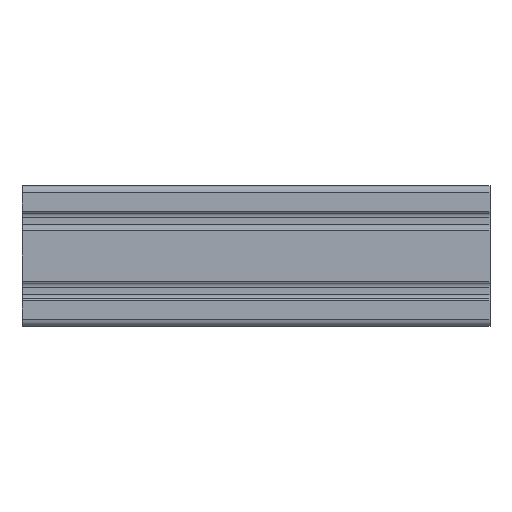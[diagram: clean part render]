
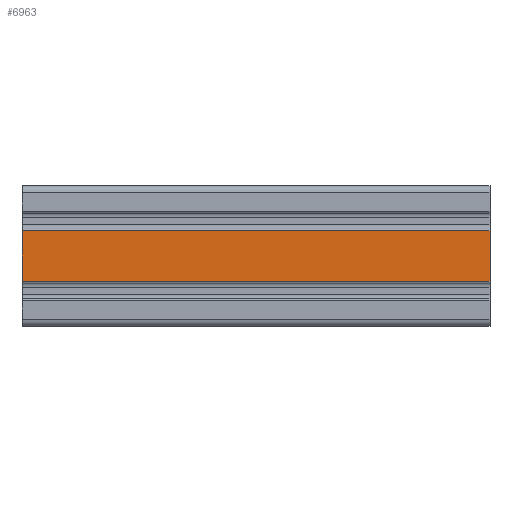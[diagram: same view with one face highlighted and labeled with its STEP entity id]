
A CAD part, left-side view. The second image highlights one B-rep face of the part: STEP entity #6963.
In plain terms, the highlighted planar face has unit normal (-1, 0, 0).
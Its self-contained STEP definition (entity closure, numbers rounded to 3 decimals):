
#51 = VERTEX_POINT ( 'NONE', #6839 ) ;
#164 = VERTEX_POINT ( 'NONE', #7089 ) ;
#735 = CARTESIAN_POINT ( 'NONE',  ( -30., 0., 10.825 ) ) ;
#836 = CARTESIAN_POINT ( 'NONE',  ( -30., 0., -10.825 ) ) ;
#908 = CARTESIAN_POINT ( 'NONE',  ( -30., 0., -10.825 ) ) ;
#1486 = LINE ( 'NONE', #735, #8417 ) ;
#1532 = DIRECTION ( 'NONE',  ( -1., 0., 0. ) ) ;
#1768 = VERTEX_POINT ( 'NONE', #5588 ) ;
#2000 = ORIENTED_EDGE ( 'NONE', *, *, #3334, .T. ) ;
#2074 = ORIENTED_EDGE ( 'NONE', *, *, #6488, .F. ) ;
#2454 = AXIS2_PLACEMENT_3D ( 'NONE', #8035, #1532, #9322 ) ;
#3053 = DIRECTION ( 'NONE',  ( 0., -1., 0. ) ) ;
#3285 = EDGE_CURVE ( 'NONE', #6981, #1768, #9311, .T. ) ;
#3334 = EDGE_CURVE ( 'NONE', #1768, #51, #1486, .T. ) ;
#3684 = DIRECTION ( 'NONE',  ( 0., 1., 0. ) ) ;
#4344 = LINE ( 'NONE', #7878, #8689 ) ;
#4506 = EDGE_LOOP ( 'NONE', ( #7559, #2000, #2074, #9192 ) ) ;
#4542 = EDGE_CURVE ( 'NONE', #164, #6981, #5023, .T. ) ;
#4599 = VECTOR ( 'NONE', #9220, 1000. ) ;
#5023 = LINE ( 'NONE', #908, #8130 ) ;
#5588 = CARTESIAN_POINT ( 'NONE',  ( -30., 0., 10.825 ) ) ;
#5747 = PLANE ( 'NONE',  #2454 ) ;
#5838 = FACE_OUTER_BOUND ( 'NONE', #4506, .T. ) ;
#6488 = EDGE_CURVE ( 'NONE', #164, #51, #4344, .T. ) ;
#6839 = CARTESIAN_POINT ( 'NONE',  ( -30., 200., 10.825 ) ) ;
#6963 = ADVANCED_FACE ( 'NONE', ( #5838 ), #5747, .T. ) ;
#6981 = VERTEX_POINT ( 'NONE', #836 ) ;
#7089 = CARTESIAN_POINT ( 'NONE',  ( -30., 200., -10.825 ) ) ;
#7559 = ORIENTED_EDGE ( 'NONE', *, *, #3285, .T. ) ;
#7837 = CARTESIAN_POINT ( 'NONE',  ( -30., 0., -10.825 ) ) ;
#7878 = CARTESIAN_POINT ( 'NONE',  ( -30., 200., 0. ) ) ;
#8035 = CARTESIAN_POINT ( 'NONE',  ( -30., 0., -10.825 ) ) ;
#8130 = VECTOR ( 'NONE', #3053, 1000. ) ;
#8417 = VECTOR ( 'NONE', #3684, 1000. ) ;
#8689 = VECTOR ( 'NONE', #9362, 1000. ) ;
#9192 = ORIENTED_EDGE ( 'NONE', *, *, #4542, .T. ) ;
#9220 = DIRECTION ( 'NONE',  ( 0., 0., 1. ) ) ;
#9311 = LINE ( 'NONE', #7837, #4599 ) ;
#9322 = DIRECTION ( 'NONE',  ( 0., 0., 1. ) ) ;
#9362 = DIRECTION ( 'NONE',  ( 0., 0., 1. ) ) ;
